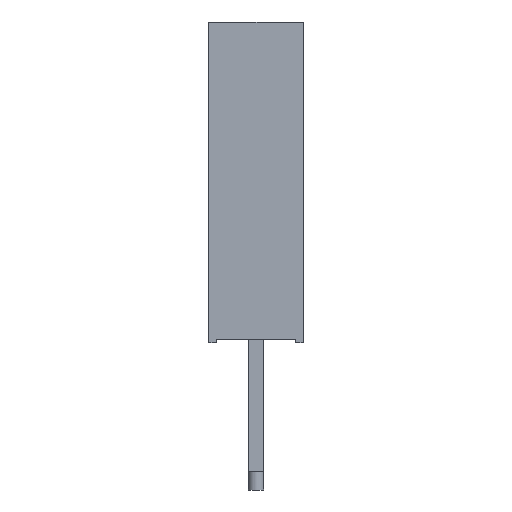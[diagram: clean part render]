
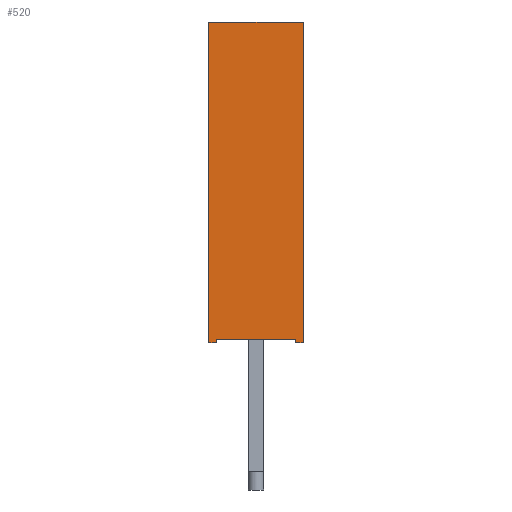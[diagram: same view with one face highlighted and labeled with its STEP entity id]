
A CAD part, left-side view. The second image highlights one B-rep face of the part: STEP entity #520.
In plain terms, the highlighted planar face has unit normal (-1, 0, 0).
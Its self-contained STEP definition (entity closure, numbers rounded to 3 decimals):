
#520=ADVANCED_FACE('',(#745),#747,.T.);
#745=FACE_BOUND('',#746,.T.);
#746=EDGE_LOOP('',(#911,#912,#913,#914,#915,#916,#917,#918));
#747=PLANE('',#748);
#748=AXIS2_PLACEMENT_3D('',#749,#750,#751);
#749=CARTESIAN_POINT('',(0.,2.5,0.));
#750=DIRECTION('',(-1.,0.,0.));
#751=DIRECTION('',(0.,-1.,0.));
#911=ORIENTED_EDGE('',*,*,#1014,.T.);
#912=ORIENTED_EDGE('',*,*,#1003,.T.);
#913=ORIENTED_EDGE('',*,*,#1013,.T.);
#914=ORIENTED_EDGE('',*,*,#1015,.T.);
#915=ORIENTED_EDGE('',*,*,#1016,.T.);
#916=ORIENTED_EDGE('',*,*,#1017,.F.);
#917=ORIENTED_EDGE('',*,*,#1018,.F.);
#918=ORIENTED_EDGE('',*,*,#1019,.T.);
#1003=EDGE_CURVE('',#1080,#1078,#1081,.T.);
#1013=EDGE_CURVE('',#1078,#1096,#1098,.F.);
#1014=EDGE_CURVE('',#1099,#1080,#1100,.F.);
#1015=EDGE_CURVE('',#1096,#1101,#1102,.T.);
#1016=EDGE_CURVE('',#1101,#1103,#1104,.T.);
#1017=EDGE_CURVE('',#1105,#1103,#1106,.T.);
#1018=EDGE_CURVE('',#1107,#1105,#1108,.T.);
#1019=EDGE_CURVE('',#1107,#1099,#1109,.T.);
#1078=VERTEX_POINT('',#1222);
#1080=VERTEX_POINT('',#1226);
#1081=LINE('',#1227,#1228);
#1096=VERTEX_POINT('',#1260);
#1098=LINE('',#1264,#1265);
#1099=VERTEX_POINT('',#1267);
#1100=LINE('',#1268,#1269);
#1101=VERTEX_POINT('',#1271);
#1102=LINE('',#1272,#1273);
#1103=VERTEX_POINT('',#1275);
#1104=LINE('',#1276,#1277);
#1105=VERTEX_POINT('',#1279);
#1106=LINE('',#1280,#1281);
#1107=VERTEX_POINT('',#1283);
#1108=LINE('',#1284,#1285);
#1109=LINE('',#1287,#1288);
#1222=CARTESIAN_POINT('',(0.,0.2,0.1));
#1226=CARTESIAN_POINT('',(0.,2.3,0.1));
#1227=CARTESIAN_POINT('',(0.,2.3,0.1));
#1228=VECTOR('',#1229,1.);
#1229=DIRECTION('',(0.,-1.,0.));
#1260=CARTESIAN_POINT('',(0.,0.2,0.));
#1264=CARTESIAN_POINT('',(0.,0.2,0.));
#1265=VECTOR('',#1266,1.);
#1266=DIRECTION('',(0.,0.,1.));
#1267=CARTESIAN_POINT('',(0.,2.3,0.));
#1268=CARTESIAN_POINT('',(0.,2.3,0.1));
#1269=VECTOR('',#1270,1.);
#1270=DIRECTION('',(0.,0.,-1.));
#1271=CARTESIAN_POINT('',(0.,0.,0.));
#1272=CARTESIAN_POINT('',(0.,0.2,0.));
#1273=VECTOR('',#1274,1.);
#1274=DIRECTION('',(0.,-1.,0.));
#1275=CARTESIAN_POINT('',(0.,0.,8.5));
#1276=CARTESIAN_POINT('',(0.,0.,0.));
#1277=VECTOR('',#1278,1.);
#1278=DIRECTION('',(0.,0.,1.));
#1279=CARTESIAN_POINT('',(0.,2.5,8.5));
#1280=CARTESIAN_POINT('',(0.,2.5,8.5));
#1281=VECTOR('',#1282,1.);
#1282=DIRECTION('',(0.,-1.,0.));
#1283=CARTESIAN_POINT('',(0.,2.5,0.));
#1284=CARTESIAN_POINT('',(0.,2.5,0.));
#1285=VECTOR('',#1286,1.);
#1286=DIRECTION('',(0.,0.,1.));
#1287=CARTESIAN_POINT('',(0.,2.5,0.));
#1288=VECTOR('',#1289,1.);
#1289=DIRECTION('',(0.,-1.,0.));
